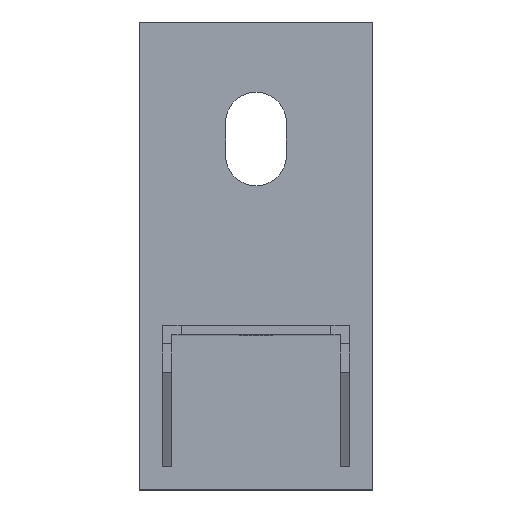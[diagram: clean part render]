
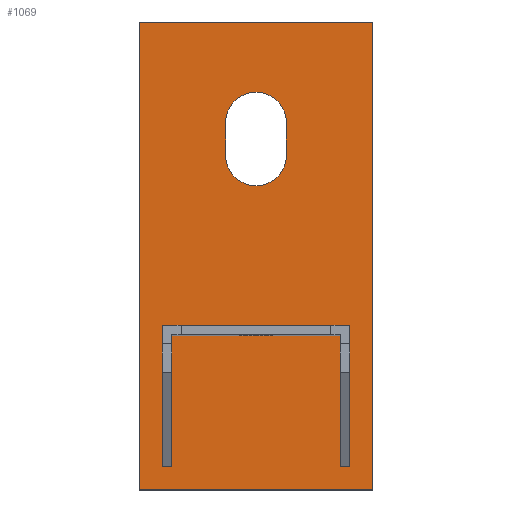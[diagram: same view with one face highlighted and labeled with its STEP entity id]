
A CAD part, top view. The second image highlights one B-rep face of the part: STEP entity #1069.
In plain terms, the highlighted planar face has unit normal (0, 0, 1).
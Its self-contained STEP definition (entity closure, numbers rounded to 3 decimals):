
#23 = CARTESIAN_POINT ( 'NONE',  ( 25., 21.5, 8. ) ) ;
#35 = LINE ( 'NONE', #299, #1222 ) ;
#40 = EDGE_CURVE ( 'NONE', #1302, #298, #35, .T. ) ;
#55 = VECTOR ( 'NONE', #1041, 1000. ) ;
#60 = EDGE_CURVE ( 'NONE', #931, #658, #1097, .T. ) ;
#67 = LINE ( 'NONE', #929, #392 ) ;
#97 = ORIENTED_EDGE ( 'NONE', *, *, #179, .T. ) ;
#128 = AXIS2_PLACEMENT_3D ( 'NONE', #518, #724, #214 ) ;
#146 = VERTEX_POINT ( 'NONE', #1136 ) ;
#156 = EDGE_CURVE ( 'NONE', #146, #1302, #495, .T. ) ;
#162 = EDGE_CURVE ( 'NONE', #433, #931, #362, .T. ) ;
#179 = EDGE_CURVE ( 'NONE', #298, #738, #67, .T. ) ;
#184 = CARTESIAN_POINT ( 'NONE',  ( -6.5, -7., 8. ) ) ;
#201 = EDGE_CURVE ( 'NONE', #1187, #433, #1221, .T. ) ;
#212 = CARTESIAN_POINT ( 'NONE',  ( -6.5, 0., 8. ) ) ;
#214 = DIRECTION ( 'NONE',  ( 1., 0., 0. ) ) ;
#220 = VECTOR ( 'NONE', #1248, 1000. ) ;
#221 = CARTESIAN_POINT ( 'NONE',  ( 6.5, 0., 8. ) ) ;
#222 = CARTESIAN_POINT ( 'NONE',  ( -25., -78.5, 8. ) ) ;
#295 = PLANE ( 'NONE',  #1141 ) ;
#298 = VERTEX_POINT ( 'NONE', #537 ) ;
#299 = CARTESIAN_POINT ( 'NONE',  ( -25., 21.5, 8. ) ) ;
#304 = EDGE_LOOP ( 'NONE', ( #1067, #1245, #1115, #386 ) ) ;
#312 = VECTOR ( 'NONE', #1149, 1000. ) ;
#362 = LINE ( 'NONE', #221, #220 ) ;
#386 = ORIENTED_EDGE ( 'NONE', *, *, #201, .F. ) ;
#392 = VECTOR ( 'NONE', #1047, 1000. ) ;
#433 = VERTEX_POINT ( 'NONE', #1296 ) ;
#495 = LINE ( 'NONE', #623, #55 ) ;
#518 = CARTESIAN_POINT ( 'NONE',  ( 0., -7., 8. ) ) ;
#527 = AXIS2_PLACEMENT_3D ( 'NONE', #1124, #708, #703 ) ;
#537 = CARTESIAN_POINT ( 'NONE',  ( -25., 21.5, 8. ) ) ;
#553 = EDGE_CURVE ( 'NONE', #658, #1187, #1202, .T. ) ;
#591 = LINE ( 'NONE', #222, #312 ) ;
#605 = EDGE_LOOP ( 'NONE', ( #97, #946, #741, #862 ) ) ;
#623 = CARTESIAN_POINT ( 'NONE',  ( 25., 21.5, 8. ) ) ;
#637 = CARTESIAN_POINT ( 'NONE',  ( -6.5, 0., 8. ) ) ;
#658 = VERTEX_POINT ( 'NONE', #637 ) ;
#703 = DIRECTION ( 'NONE',  ( 1., 0., 0. ) ) ;
#708 = DIRECTION ( 'NONE',  ( 0., 0., 1. ) ) ;
#724 = DIRECTION ( 'NONE',  ( 0., 0., 1. ) ) ;
#738 = VERTEX_POINT ( 'NONE', #1291 ) ;
#741 = ORIENTED_EDGE ( 'NONE', *, *, #156, .T. ) ;
#763 = VECTOR ( 'NONE', #1258, 1000. ) ;
#798 = CARTESIAN_POINT ( 'NONE',  ( -25., -78.5, 8. ) ) ;
#804 = DIRECTION ( 'NONE',  ( 0., 0., 1. ) ) ;
#835 = FACE_OUTER_BOUND ( 'NONE', #605, .T. ) ;
#862 = ORIENTED_EDGE ( 'NONE', *, *, #40, .T. ) ;
#900 = FACE_BOUND ( 'NONE', #304, .T. ) ;
#929 = CARTESIAN_POINT ( 'NONE',  ( -25., 21.5, 8. ) ) ;
#931 = VERTEX_POINT ( 'NONE', #1000 ) ;
#946 = ORIENTED_EDGE ( 'NONE', *, *, #1246, .T. ) ;
#1000 = CARTESIAN_POINT ( 'NONE',  ( 6.5, 0., 8. ) ) ;
#1020 = DIRECTION ( 'NONE',  ( 1., 0., 0. ) ) ;
#1041 = DIRECTION ( 'NONE',  ( 0., 1., 0. ) ) ;
#1047 = DIRECTION ( 'NONE',  ( 0., -1., 0. ) ) ;
#1067 = ORIENTED_EDGE ( 'NONE', *, *, #553, .F. ) ;
#1069 = ADVANCED_FACE ( 'NONE', ( #835, #900 ), #295, .T. ) ;
#1097 = CIRCLE ( 'NONE', #527, 6.5 ) ;
#1113 = DIRECTION ( 'NONE',  ( -1., 0., 0. ) ) ;
#1115 = ORIENTED_EDGE ( 'NONE', *, *, #162, .F. ) ;
#1124 = CARTESIAN_POINT ( 'NONE',  ( 0., 0., 8. ) ) ;
#1136 = CARTESIAN_POINT ( 'NONE',  ( 25., -78.5, 8. ) ) ;
#1141 = AXIS2_PLACEMENT_3D ( 'NONE', #798, #804, #1020 ) ;
#1149 = DIRECTION ( 'NONE',  ( 1., 0., 0. ) ) ;
#1187 = VERTEX_POINT ( 'NONE', #184 ) ;
#1202 = LINE ( 'NONE', #212, #763 ) ;
#1221 = CIRCLE ( 'NONE', #128, 6.5 ) ;
#1222 = VECTOR ( 'NONE', #1113, 1000. ) ;
#1245 = ORIENTED_EDGE ( 'NONE', *, *, #60, .F. ) ;
#1246 = EDGE_CURVE ( 'NONE', #738, #146, #591, .T. ) ;
#1248 = DIRECTION ( 'NONE',  ( 0., 1., 0. ) ) ;
#1258 = DIRECTION ( 'NONE',  ( 0., -1., 0. ) ) ;
#1291 = CARTESIAN_POINT ( 'NONE',  ( -25., -78.5, 8. ) ) ;
#1296 = CARTESIAN_POINT ( 'NONE',  ( 6.5, -7., 8. ) ) ;
#1302 = VERTEX_POINT ( 'NONE', #23 ) ;
